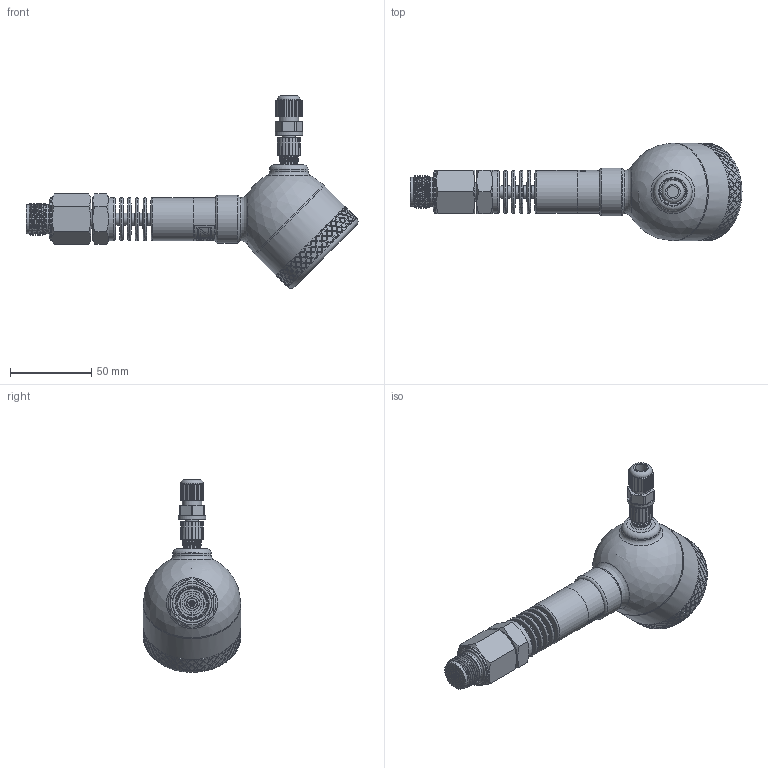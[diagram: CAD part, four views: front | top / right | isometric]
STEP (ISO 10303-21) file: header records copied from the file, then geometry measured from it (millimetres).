
FILE_DESCRIPTION(/* description */ (''),/* implementation_level */ '2;1');
FILE_NAME(/* name */ 'APZ3420mFH_M20x1,5DIN-flush_radiator_3_display.step',/* time_stamp */ '2021-07-07T15:54:47+03:00',/* author */ (''),/* organization */ (''),/* preprocessor_version */ 'ST-DEVELOPER v18.1',/* originating_system */ 'Autodesk Translation Framework v10.9.0.1377',/* authorisation */ '');
FILE_SCHEMA (('AUTOMOTIVE_DESIGN { 1 0 10303 214 3 1 1 }'));
Length unit declared in the file: millimetre
Products named in the file (9): АПЗ420М-полевойкорпус-
заполненный; Заполненный полевой 
корпус v13; Cover for display; Display; Main body; M12x1 adapter; M12x1 female straight v9; G1\4EN radiator; M20x1,5DIN diaphragm 18 v8 (1)
Assembly tree (8 placements, depth 3):
  АПЗ420М-полевойкорпус-
заполненный
    Заполненный полевой 
корпус v13
      Cover for display
      Display
      Main body
      M12x1 adapter
      M12x1 female straight v9
    G1\4EN radiator
    M20x1,5DIN diaphragm 18 v8 (1)
Bounding box: 204.48 x 60.1 x 118.64 mm (x, y, z)
Volume: 253057.6 mm3; surface area: 61694 mm2
Topology: 18 solids, 18 shells, 1859 faces, 4692 edges, 3087 vertices
Faces by surface type: bspline 999, plane 398, cylinder 363, torus 51, cone 47, sphere 1
Full cylindrical faces by diameter (mm): 1 x4, 2 x1, 3.3 x1, 4 x1, 5 x7, 7.3 x1, 7.5 x5, 8 x3, 9.3 x1, 9.5 x2, 10.293 x1, 10.5 x2, 10.741 x7, 11 x1, 11.445 x5, 11.884 x6, 12 x1, 13.157 x9, 14 x1, 17 x1, 18 x2, 18.137 x5, 19.7 x1, 19.85 x4, 21 x1, 21.6 x1, 21.767 x1, 22.4 x1, 23.6 x1, 24 x1
Entity records: 83117 total; most frequent: CARTESIAN_POINT 45981, ORIENTED_EDGE 9380, EDGE_CURVE 4690, DIRECTION 4338, VERTEX_POINT 3087, B_SPLINE_CURVE_WITH_KNOTS 2775, EDGE_LOOP 2117, FACE_OUTER_BOUND 1859
